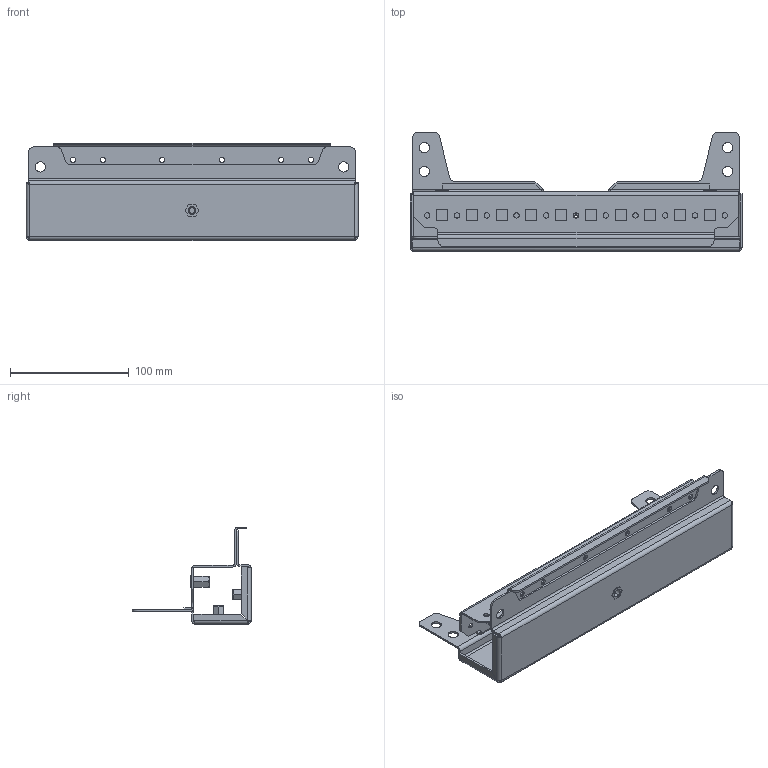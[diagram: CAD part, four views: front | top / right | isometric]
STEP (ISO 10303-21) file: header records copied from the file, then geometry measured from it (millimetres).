
FILE_DESCRIPTION (( 'STEP AP214' ), '1' );
FILE_NAME ('620.400.STEP', '2024-10-30T11:46:04', ( '' ), ( '' ), 'SwSTEP 2.0', 'SolidWorks 2021', '' );
FILE_SCHEMA (( 'AUTOMOTIVE_DESIGN' ));
Length unit declared in the file: millimetre
Products named in the file (4): 620.400; 620.402; Çàêëåïêà ðåçüáîâàÿ Ì6 øåñòèãðàííàÿ ñ óìåíüøåííûì áîðòîì; 620.401
Assembly tree (6 placements, depth 2):
  620.400
    620.401
    620.402
    Çàêëåïêà ðåçüáîâàÿ Ì6 øåñòèãðàííàÿ ñ óìåíüøåííûì áîðòîì  x4
Bounding box: 279 x 100.6 x 82.1 mm (x, y, z)
Volume: 104438.5 mm3; surface area: 144035.2 mm2
Topology: 6 solids, 6 shells, 450 faces, 1152 edges, 718 vertices
Faces by surface type: plane 282, cylinder 132, cone 24, bspline 12
Entity records: 12488 total; most frequent: CARTESIAN_POINT 2838, ORIENTED_EDGE 1956, DIRECTION 1906, EDGE_CURVE 978, LINE 726, VECTOR 726, VERTEX_POINT 610, AXIS2_PLACEMENT_3D 590
